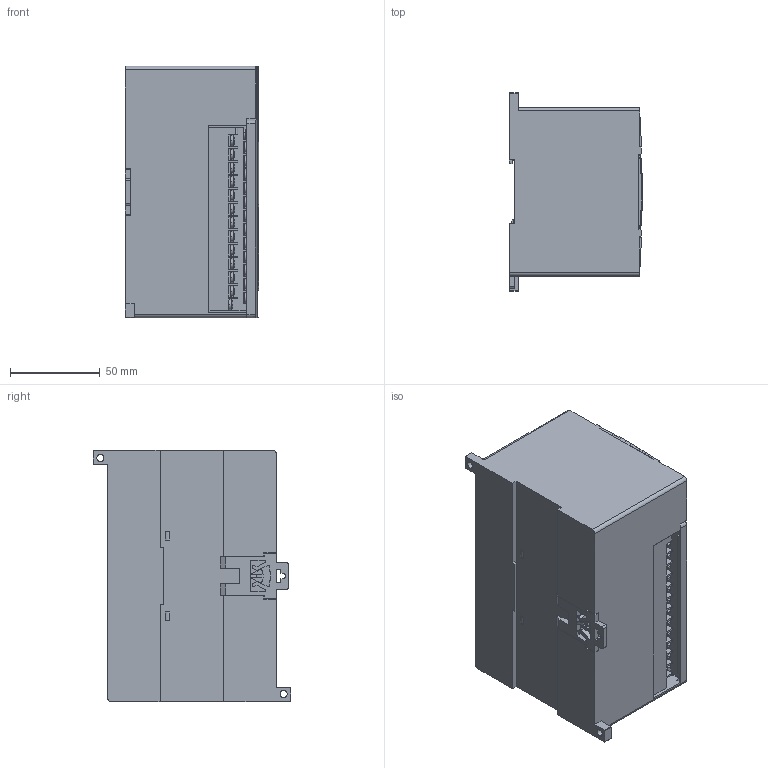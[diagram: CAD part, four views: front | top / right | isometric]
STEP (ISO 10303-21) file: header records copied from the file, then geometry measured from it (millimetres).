
FILE_DESCRIPTION (( 'STEP AP214' ), '1' );
FILE_NAME ('3D 斁麧錪 斨110-224.4痁.STEP', '2016-09-23T08:20:24', ( '' ), ( '' ), 'SwSTEP 2.0', 'SolidWorks 2011', '' );
FILE_SCHEMA (( 'AUTOMOTIVE_DESIGN' ));
Length unit declared in the file: millimetre
Products named in the file (12): 婰膲僗闉; Ñáîðêà êëåììíàÿ êîëîäêà; pan head cross recess screw_iso_ISO 7045 - M3 x 20 - Z --- 20N; pan head cross recess screw_iso_ISO 7045 - M3 x 10 - Z --- 10N; Øàéáà êâàäðàòíàÿ Ì3; Êëåììíàÿ êîëîäêà; 扻豵鵨 斨110-224.4痁; 3D 斁麧錪 斨110-224.4痁; Êðûøêà ëèöåâàÿ ïð._00; Êðûøêà ëèöåâàÿ ëâ._00; Mx110_011FA04M; Êðûøêà ïðîçðà÷íàÿ ÌÂ110-224.4ÒÄ
Assembly tree (60 placements, depth 3):
  3D 斁麧錪 斨110-224.4痁
    扻豵鵨 斨110-224.4痁
    Ñáîðêà êëåììíàÿ êîëîäêà  x2
      Êëåììíàÿ êîëîäêà
      Øàéáà êâàäðàòíàÿ Ì3
      pan head cross recess screw_iso_ISO 7045 - M3 x 10 - Z --- 10N
      pan head cross recess screw_iso_ISO 7045 - M3 x 20 - Z --- 20N
    婰膲僗闉
    Êðûøêà ïðîçðà÷íàÿ ÌÂ110-224.4ÒÄ  x2
    Mx110_011FA04M
    Êðûøêà ëèöåâàÿ ëâ._00
    Êðûøêà ëèöåâàÿ ïð._00
Bounding box: 74.1 x 110 x 140 mm (x, y, z)
Volume: 900934.2 mm3; surface area: 141907.5 mm2
Topology: 111 solids, 111 shells, 4953 faces, 12262 edges, 7693 vertices
Faces by surface type: plane 2699, cylinder 908, cone 572, bspline 462, torus 208, sphere 104
Entity records: 101318 total; most frequent: CARTESIAN_POINT 39378, ORIENTED_EDGE 10594, DIRECTION 7943, EDGE_CURVE 5297, VERTEX_POINT 3515, AXIS2_PLACEMENT_3D 2714, LINE 2515, VECTOR 2515
